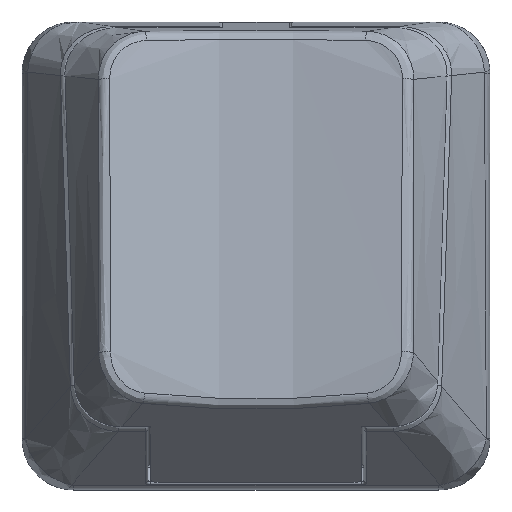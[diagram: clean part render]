
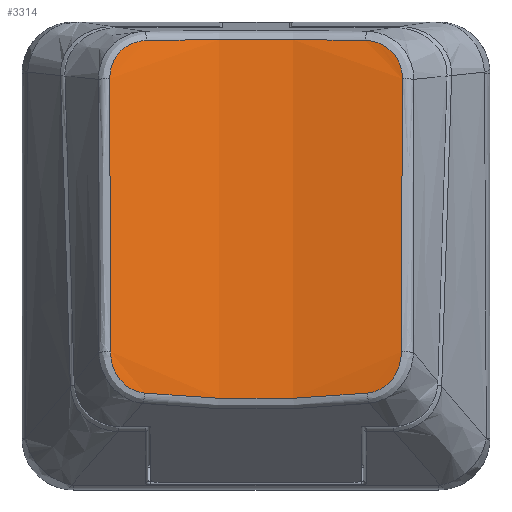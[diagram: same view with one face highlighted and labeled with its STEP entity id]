
A CAD part, top view. The second image highlights one B-rep face of the part: STEP entity #3314.
In plain terms, the highlighted free-form (B-spline) face has degree [1, 2] with [2, 3] control points.
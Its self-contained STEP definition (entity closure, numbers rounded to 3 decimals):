
#18=(
BOUNDED_SURFACE()
B_SPLINE_SURFACE(1,2,((#8271,#8272,#8273),(#8274,#8275,#8276)),
 .UNSPECIFIED.,.F.,.F.,.F.)
B_SPLINE_SURFACE_WITH_KNOTS((2,2),(3,3),(-0.459,0.194),
(-1.837,-1.304),.UNSPECIFIED.)
GEOMETRIC_REPRESENTATION_ITEM()
RATIONAL_B_SPLINE_SURFACE(((1.,0.965,1.),(1.,0.965,
1.)))
REPRESENTATION_ITEM('')
SURFACE()
);
#334=B_SPLINE_CURVE_WITH_KNOTS('',3,(#8004,#8005,#8006,#8007),
 .UNSPECIFIED.,.F.,.F.,(4,4),(0.,0.886),.UNSPECIFIED.);
#335=B_SPLINE_CURVE_WITH_KNOTS('',3,(#8040,#8041,#8042,#8043,#8044,#8045),
 .UNSPECIFIED.,.F.,.F.,(4,1,1,4),(0.,0.066,
0.132,0.231),.UNSPECIFIED.);
#336=B_SPLINE_CURVE_WITH_KNOTS('',3,(#8068,#8069,#8070,#8071),
 .UNSPECIFIED.,.F.,.F.,(4,4),(0.,1.068),
 .UNSPECIFIED.);
#338=B_SPLINE_CURVE_WITH_KNOTS('',3,(#8105,#8106,#8107,#8108,#8109),
 .UNSPECIFIED.,.F.,.F.,(4,1,4),(0.,0.102,0.238),
 .UNSPECIFIED.);
#340=B_SPLINE_CURVE_WITH_KNOTS('',3,(#8137,#8138,#8139,#8140),
 .UNSPECIFIED.,.F.,.F.,(4,4),(0.,0.869),
 .UNSPECIFIED.);
#342=B_SPLINE_CURVE_WITH_KNOTS('',3,(#8179,#8180,#8181,#8182,#8183,#8184),
 .UNSPECIFIED.,.F.,.F.,(4,1,1,4),(0.,0.102,
0.17,0.238),.UNSPECIFIED.);
#343=B_SPLINE_CURVE_WITH_KNOTS('',3,(#8207,#8208,#8209,#8210),
 .UNSPECIFIED.,.F.,.F.,(4,4),(0.,1.068),.UNSPECIFIED.);
#344=B_SPLINE_CURVE_WITH_KNOTS('',3,(#8241,#8242,#8243,#8244,#8245,#8246),
 .UNSPECIFIED.,.F.,.F.,(4,1,1,4),(0.,0.099,
0.165,0.231),.UNSPECIFIED.);
#609=FACE_OUTER_BOUND('',#815,.T.);
#815=EDGE_LOOP('',(#3041,#3042,#3043,#3044,#3045,#3046,#3047,#3048));
#1565=VERTEX_POINT('',#8000);
#1566=VERTEX_POINT('',#8002);
#1567=VERTEX_POINT('',#8038);
#1568=VERTEX_POINT('',#8066);
#1569=VERTEX_POINT('',#8097);
#1571=VERTEX_POINT('',#8130);
#1573=VERTEX_POINT('',#8171);
#1574=VERTEX_POINT('',#8205);
#2055=EDGE_CURVE('',#1566,#1565,#334,.T.);
#2057=EDGE_CURVE('',#1565,#1567,#335,.T.);
#2059=EDGE_CURVE('',#1567,#1568,#336,.T.);
#2062=EDGE_CURVE('',#1568,#1569,#338,.T.);
#2065=EDGE_CURVE('',#1569,#1571,#340,.T.);
#2068=EDGE_CURVE('',#1571,#1573,#342,.T.);
#2070=EDGE_CURVE('',#1573,#1574,#343,.T.);
#2071=EDGE_CURVE('',#1574,#1566,#344,.T.);
#3041=ORIENTED_EDGE('',*,*,#2055,.F.);
#3042=ORIENTED_EDGE('',*,*,#2071,.F.);
#3043=ORIENTED_EDGE('',*,*,#2070,.F.);
#3044=ORIENTED_EDGE('',*,*,#2068,.F.);
#3045=ORIENTED_EDGE('',*,*,#2065,.F.);
#3046=ORIENTED_EDGE('',*,*,#2062,.F.);
#3047=ORIENTED_EDGE('',*,*,#2059,.F.);
#3048=ORIENTED_EDGE('',*,*,#2057,.F.);
#3314=ADVANCED_FACE('',(#609),#18,.T.);
#8000=CARTESIAN_POINT('',(-4.321,-5.334,6.32));
#8002=CARTESIAN_POINT('',(4.321,-5.334,6.32));
#8004=CARTESIAN_POINT('Ctrl Pts',(4.321,-5.334,6.32));
#8005=CARTESIAN_POINT('Ctrl Pts',(1.483,-5.631,5.785));
#8006=CARTESIAN_POINT('Ctrl Pts',(-1.483,-5.631,5.785));
#8007=CARTESIAN_POINT('Ctrl Pts',(-4.321,-5.334,6.32));
#8038=CARTESIAN_POINT('',(-5.643,-3.73,6.433));
#8040=CARTESIAN_POINT('Ctrl Pts',(-4.321,-5.334,6.32));
#8041=CARTESIAN_POINT('Ctrl Pts',(-4.532,-5.312,6.36));
#8042=CARTESIAN_POINT('Ctrl Pts',(-4.946,-5.168,6.433));
#8043=CARTESIAN_POINT('Ctrl Pts',(-5.492,-4.611,6.499));
#8044=CARTESIAN_POINT('Ctrl Pts',(-5.642,-4.058,6.473));
#8045=CARTESIAN_POINT('Ctrl Pts',(-5.643,-3.73,6.433));
#8066=CARTESIAN_POINT('',(-5.679,6.869,5.141));
#8068=CARTESIAN_POINT('Ctrl Pts',(-5.643,-3.73,6.433));
#8069=CARTESIAN_POINT('Ctrl Pts',(-5.653,-0.197,6.001));
#8070=CARTESIAN_POINT('Ctrl Pts',(-5.665,3.336,5.571));
#8071=CARTESIAN_POINT('Ctrl Pts',(-5.679,6.869,5.141));
#8097=CARTESIAN_POINT('',(-4.242,8.356,4.623));
#8105=CARTESIAN_POINT('Ctrl Pts',(-5.679,6.869,5.141));
#8106=CARTESIAN_POINT('Ctrl Pts',(-5.68,7.207,5.099));
#8107=CARTESIAN_POINT('Ctrl Pts',(-5.428,7.995,4.932));
#8108=CARTESIAN_POINT('Ctrl Pts',(-4.679,8.348,4.711));
#8109=CARTESIAN_POINT('Ctrl Pts',(-4.242,8.356,4.623));
#8130=CARTESIAN_POINT('',(4.242,8.356,4.623));
#8137=CARTESIAN_POINT('Ctrl Pts',(-4.242,8.356,4.623));
#8138=CARTESIAN_POINT('Ctrl Pts',(-1.451,8.407,4.066));
#8139=CARTESIAN_POINT('Ctrl Pts',(1.451,8.407,4.066));
#8140=CARTESIAN_POINT('Ctrl Pts',(4.242,8.356,4.623));
#8171=CARTESIAN_POINT('',(5.679,6.869,5.141));
#8179=CARTESIAN_POINT('Ctrl Pts',(4.242,8.356,4.623));
#8180=CARTESIAN_POINT('Ctrl Pts',(4.57,8.35,4.689));
#8181=CARTESIAN_POINT('Ctrl Pts',(5.109,8.166,4.833));
#8182=CARTESIAN_POINT('Ctrl Pts',(5.588,7.543,5.033));
#8183=CARTESIAN_POINT('Ctrl Pts',(5.68,7.094,5.113));
#8184=CARTESIAN_POINT('Ctrl Pts',(5.679,6.869,5.141));
#8205=CARTESIAN_POINT('',(5.643,-3.73,6.433));
#8207=CARTESIAN_POINT('Ctrl Pts',(5.679,6.869,5.141));
#8208=CARTESIAN_POINT('Ctrl Pts',(5.665,3.336,5.571));
#8209=CARTESIAN_POINT('Ctrl Pts',(5.653,-0.197,6.001));
#8210=CARTESIAN_POINT('Ctrl Pts',(5.643,-3.73,6.433));
#8241=CARTESIAN_POINT('Ctrl Pts',(5.643,-3.73,6.433));
#8242=CARTESIAN_POINT('Ctrl Pts',(5.642,-4.058,6.473));
#8243=CARTESIAN_POINT('Ctrl Pts',(5.492,-4.611,6.499));
#8244=CARTESIAN_POINT('Ctrl Pts',(4.946,-5.168,6.433));
#8245=CARTESIAN_POINT('Ctrl Pts',(4.532,-5.312,6.36));
#8246=CARTESIAN_POINT('Ctrl Pts',(4.321,-5.334,6.32));
#8271=CARTESIAN_POINT('Ctrl Pts',(5.679,-5.481,6.657));
#8272=CARTESIAN_POINT('Ctrl Pts',(0.,-5.666,
5.153));
#8273=CARTESIAN_POINT('Ctrl Pts',(-5.68,-5.481,6.657));
#8274=CARTESIAN_POINT('Ctrl Pts',(5.679,8.514,4.939));
#8275=CARTESIAN_POINT('Ctrl Pts',(0.,8.33,
3.434));
#8276=CARTESIAN_POINT('Ctrl Pts',(-5.68,8.514,4.939));
